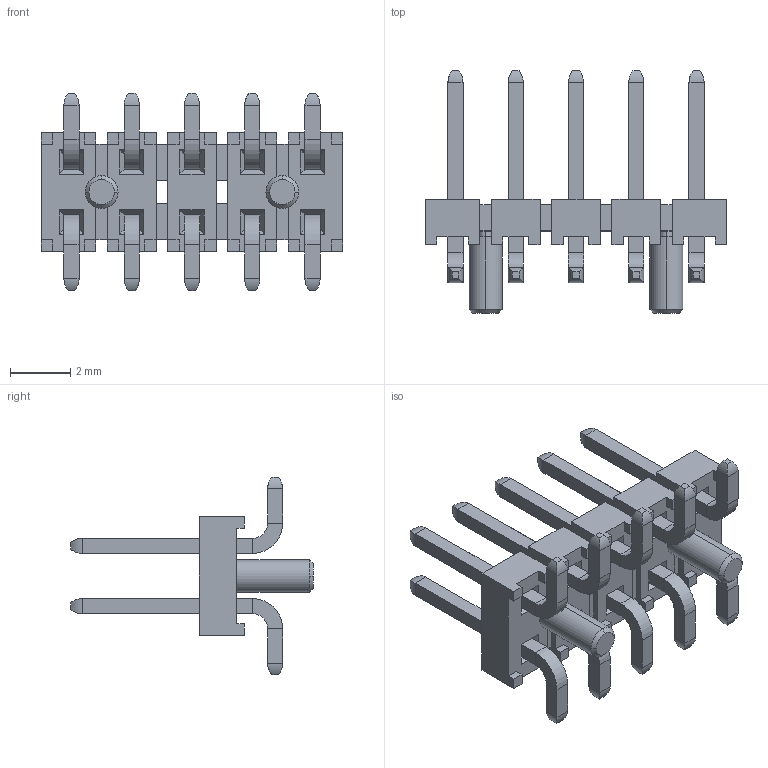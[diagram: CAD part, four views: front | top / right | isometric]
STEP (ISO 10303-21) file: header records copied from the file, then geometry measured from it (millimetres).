
FILE_DESCRIPTION (( 'STEP AP203' ), '1' );
FILE_NAME ('TMM-105-06-X-D-SM-A.step', '2005-04-14T19:10:36', ( 'Terry Spine' ), ( 'Samtec' ), 'SwSTEP 2.0', 'SolidWorks 2005074', '' );
FILE_SCHEMA (( 'CONFIG_CONTROL_DESIGN' ));
Length unit declared in the file: inch
Products named in the file (4): TMM-XX-D_FORMULA; TMM-105-06-X-D-SM-A; SM-AX-H_SM-A8-H; T-1S13-X_TMM-05-SM
Assembly tree (13 placements, depth 2):
  TMM-105-06-X-D-SM-A
    T-1S13-X_TMM-05-SM  x10
    SM-AX-H_SM-A8-H  x2
    TMM-XX-D_FORMULA
Bounding box: 10 x 8.05 x 6.55 mm (x, y, z)
Volume: 67.9 mm3; surface area: 354.6 mm2
Topology: 13 solids, 13 shells, 498 faces, 1168 edges, 708 vertices
Faces by surface type: plane 370, cylinder 112, cone 16
Entity records: 8896 total; most frequent: CARTESIAN_POINT 1460, ORIENTED_EDGE 1400, DIRECTION 1318, EDGE_CURVE 700, VECTOR 662, LINE 662, VERTEX_POINT 434, AXIS2_PLACEMENT_3D 328
